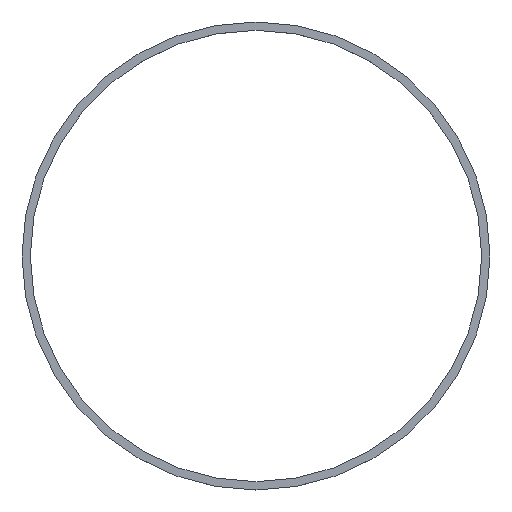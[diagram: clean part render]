
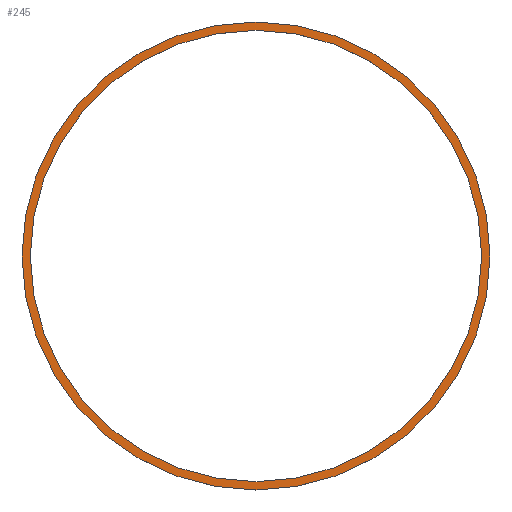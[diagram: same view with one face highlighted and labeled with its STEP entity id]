
A CAD part, top view. The second image highlights one B-rep face of the part: STEP entity #245.
In plain terms, the highlighted planar face has unit normal (0, 0, 1).
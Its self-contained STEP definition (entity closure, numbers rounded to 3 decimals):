
#6 = EDGE_LOOP ( 'NONE', ( #242, #133 ) ) ;
#11 = DIRECTION ( 'NONE',  ( 0., 0., 1. ) ) ;
#19 = EDGE_LOOP ( 'NONE', ( #206, #56 ) ) ;
#29 = DIRECTION ( 'NONE',  ( 1., 0., 0. ) ) ;
#36 = EDGE_CURVE ( 'NONE', #118, #76, #119, .T. ) ;
#45 = DIRECTION ( 'NONE',  ( 0., 0., 1. ) ) ;
#46 = EDGE_CURVE ( 'NONE', #76, #118, #100, .T. ) ;
#55 = CARTESIAN_POINT ( 'NONE',  ( -28., 0., 1. ) ) ;
#56 = ORIENTED_EDGE ( 'NONE', *, *, #215, .F. ) ;
#57 = FACE_OUTER_BOUND ( 'NONE', #6, .T. ) ;
#58 = CARTESIAN_POINT ( 'NONE',  ( 0., 0., 1. ) ) ;
#60 = EDGE_CURVE ( 'NONE', #130, #86, #200, .T. ) ;
#65 = CARTESIAN_POINT ( 'NONE',  ( 28., 0., 1. ) ) ;
#73 = AXIS2_PLACEMENT_3D ( 'NONE', #191, #137, #244 ) ;
#76 = VERTEX_POINT ( 'NONE', #65 ) ;
#84 = AXIS2_PLACEMENT_3D ( 'NONE', #235, #94, #183 ) ;
#86 = VERTEX_POINT ( 'NONE', #92 ) ;
#88 = CARTESIAN_POINT ( 'NONE',  ( 0., 0., 1. ) ) ;
#92 = CARTESIAN_POINT ( 'NONE',  ( 27., 0., 1. ) ) ;
#94 = DIRECTION ( 'NONE',  ( 0., 0., 1. ) ) ;
#100 = CIRCLE ( 'NONE', #211, 28. ) ;
#115 = FACE_BOUND ( 'NONE', #19, .T. ) ;
#116 = AXIS2_PLACEMENT_3D ( 'NONE', #58, #138, #249 ) ;
#118 = VERTEX_POINT ( 'NONE', #55 ) ;
#119 = CIRCLE ( 'NONE', #139, 28. ) ;
#130 = VERTEX_POINT ( 'NONE', #220 ) ;
#133 = ORIENTED_EDGE ( 'NONE', *, *, #46, .T. ) ;
#137 = DIRECTION ( 'NONE',  ( 0., 0., 1. ) ) ;
#138 = DIRECTION ( 'NONE',  ( 0., 0., 1. ) ) ;
#139 = AXIS2_PLACEMENT_3D ( 'NONE', #88, #45, #29 ) ;
#149 = CARTESIAN_POINT ( 'NONE',  ( 0., 0., 1. ) ) ;
#160 = PLANE ( 'NONE',  #73 ) ;
#183 = DIRECTION ( 'NONE',  ( 1., 0., 0. ) ) ;
#191 = CARTESIAN_POINT ( 'NONE',  ( 0., 0., 1. ) ) ;
#200 = CIRCLE ( 'NONE', #84, 27. ) ;
#206 = ORIENTED_EDGE ( 'NONE', *, *, #60, .F. ) ;
#211 = AXIS2_PLACEMENT_3D ( 'NONE', #149, #11, #240 ) ;
#215 = EDGE_CURVE ( 'NONE', #86, #130, #219, .T. ) ;
#219 = CIRCLE ( 'NONE', #116, 27. ) ;
#220 = CARTESIAN_POINT ( 'NONE',  ( -27., 0., 1. ) ) ;
#235 = CARTESIAN_POINT ( 'NONE',  ( 0., 0., 1. ) ) ;
#240 = DIRECTION ( 'NONE',  ( 1., 0., 0. ) ) ;
#242 = ORIENTED_EDGE ( 'NONE', *, *, #36, .T. ) ;
#244 = DIRECTION ( 'NONE',  ( 1., 0., 0. ) ) ;
#245 = ADVANCED_FACE ( 'NONE', ( #115, #57 ), #160, .T. ) ;
#249 = DIRECTION ( 'NONE',  ( 1., 0., 0. ) ) ;
